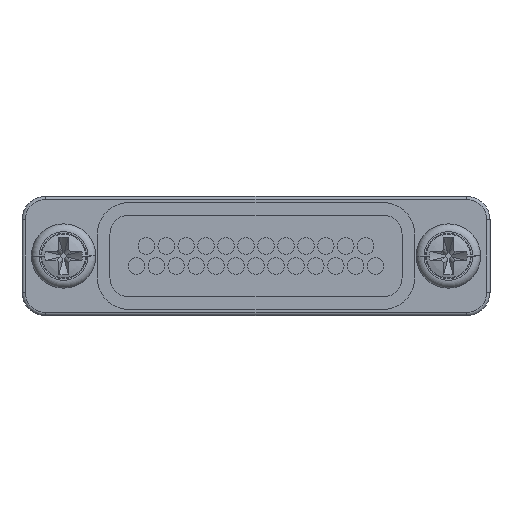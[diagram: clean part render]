
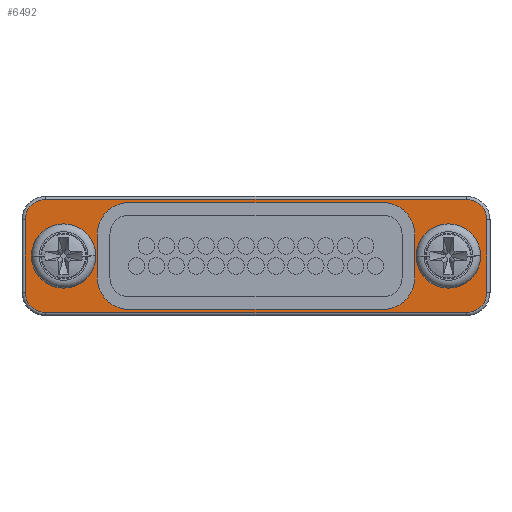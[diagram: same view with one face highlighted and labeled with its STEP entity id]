
A CAD part, front view. The second image highlights one B-rep face of the part: STEP entity #6492.
In plain terms, the highlighted planar face has unit normal (0, -1, 0).
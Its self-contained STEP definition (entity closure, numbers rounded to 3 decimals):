
#73=CARTESIAN_POINT('',(-8.1,3.5,1.4));
#74=DIRECTION('',(0.,1.,0.));
#75=DIRECTION('',(-1.,0.,0.));
#76=AXIS2_PLACEMENT_3D('',#73,#74,#75);
#86=CARTESIAN_POINT('',(-8.1,3.5,-1.4));
#87=DIRECTION('',(0.,1.,0.));
#88=DIRECTION('',(0.,0.,-1.));
#89=AXIS2_PLACEMENT_3D('',#86,#87,#88);
#383=CARTESIAN_POINT('',(8.1,3.5,-1.4));
#384=DIRECTION('',(0.,1.,0.));
#385=DIRECTION('',(1.,0.,0.));
#386=AXIS2_PLACEMENT_3D('',#383,#384,#385);
#436=CARTESIAN_POINT('',(8.1,3.5,1.4));
#437=DIRECTION('',(0.,1.,0.));
#438=DIRECTION('',(0.,0.,1.));
#439=AXIS2_PLACEMENT_3D('',#436,#437,#438);
#1509=DIRECTION('',(0.,0.,1.));
#1510=VECTOR('',#1509,2.8);
#1511=CARTESIAN_POINT('',(-10.1,3.5,-1.4));
#1512=LINE('',#1511,#1510);
#1513=DIRECTION('',(-1.,0.,0.));
#1514=VECTOR('',#1513,16.2);
#1515=CARTESIAN_POINT('',(8.1,3.5,-3.4));
#1516=LINE('',#1515,#1514);
#1517=DIRECTION('',(0.,0.,-1.));
#1518=VECTOR('',#1517,2.8);
#1519=CARTESIAN_POINT('',(10.1,3.5,1.4));
#1520=LINE('',#1519,#1518);
#1521=DIRECTION('',(1.,0.,0.));
#1522=VECTOR('',#1521,16.2);
#1523=CARTESIAN_POINT('',(-8.1,3.5,3.4));
#1524=LINE('',#1523,#1522);
#1525=CARTESIAN_POINT('',(-12.25,3.5,0.));
#1526=DIRECTION('',(0.,1.,0.));
#1527=DIRECTION('',(-1.,0.,0.));
#1528=AXIS2_PLACEMENT_3D('',#1525,#1526,#1527);
#1530=CARTESIAN_POINT('',(-12.25,3.5,0.));
#1531=DIRECTION('',(0.,1.,0.));
#1532=DIRECTION('',(1.,0.,0.));
#1533=AXIS2_PLACEMENT_3D('',#1530,#1531,#1532);
#1535=CARTESIAN_POINT('',(12.25,3.5,0.));
#1536=DIRECTION('',(0.,1.,0.));
#1537=DIRECTION('',(-1.,0.,0.));
#1538=AXIS2_PLACEMENT_3D('',#1535,#1536,#1537);
#1540=CARTESIAN_POINT('',(12.25,3.5,0.));
#1541=DIRECTION('',(0.,1.,0.));
#1542=DIRECTION('',(1.,0.,0.));
#1543=AXIS2_PLACEMENT_3D('',#1540,#1541,#1542);
#1545=CARTESIAN_POINT('',(13.4,3.5,2.3));
#1546=DIRECTION('',(0.,1.,0.));
#1547=DIRECTION('',(0.,0.,1.));
#1548=AXIS2_PLACEMENT_3D('',#1545,#1546,#1547);
#1550=DIRECTION('',(0.,0.,-1.));
#1551=VECTOR('',#1550,4.6);
#1552=CARTESIAN_POINT('',(14.7,3.5,2.3));
#1553=LINE('',#1552,#1551);
#1554=CARTESIAN_POINT('',(13.4,3.5,-2.3));
#1555=DIRECTION('',(0.,1.,0.));
#1556=DIRECTION('',(1.,0.,0.));
#1557=AXIS2_PLACEMENT_3D('',#1554,#1555,#1556);
#1559=DIRECTION('',(-1.,0.,0.));
#1560=VECTOR('',#1559,26.8);
#1561=CARTESIAN_POINT('',(13.4,3.5,-3.6));
#1562=LINE('',#1561,#1560);
#1563=CARTESIAN_POINT('',(-13.4,3.5,-2.3));
#1564=DIRECTION('',(0.,1.,0.));
#1565=DIRECTION('',(0.,0.,-1.));
#1566=AXIS2_PLACEMENT_3D('',#1563,#1564,#1565);
#1568=DIRECTION('',(0.,0.,1.));
#1569=VECTOR('',#1568,4.6);
#1570=CARTESIAN_POINT('',(-14.7,3.5,-2.3));
#1571=LINE('',#1570,#1569);
#1572=CARTESIAN_POINT('',(-13.4,3.5,2.3));
#1573=DIRECTION('',(0.,1.,0.));
#1574=DIRECTION('',(-1.,0.,0.));
#1575=AXIS2_PLACEMENT_3D('',#1572,#1573,#1574);
#1577=DIRECTION('',(1.,0.,0.));
#1578=VECTOR('',#1577,26.8);
#1579=CARTESIAN_POINT('',(-13.4,3.5,3.6));
#1580=LINE('',#1579,#1578);
#3493=CARTESIAN_POINT('',(-10.1,3.5,1.4));
#3494=VERTEX_POINT('',#3493);
#3495=CARTESIAN_POINT('',(-8.1,3.5,3.4));
#3496=VERTEX_POINT('',#3495);
#3501=CARTESIAN_POINT('',(-8.1,3.5,-3.4));
#3502=VERTEX_POINT('',#3501);
#3503=CARTESIAN_POINT('',(-10.1,3.5,-1.4));
#3504=VERTEX_POINT('',#3503);
#3509=CARTESIAN_POINT('',(10.1,3.5,1.4));
#3510=VERTEX_POINT('',#3509);
#3515=CARTESIAN_POINT('',(10.1,3.5,-1.4));
#3516=VERTEX_POINT('',#3515);
#3517=CARTESIAN_POINT('',(8.1,3.5,-3.4));
#3518=VERTEX_POINT('',#3517);
#3519=CARTESIAN_POINT('',(8.1,3.5,3.4));
#3520=VERTEX_POINT('',#3519);
#3529=CARTESIAN_POINT('',(-13.875,3.5,0.));
#3530=CARTESIAN_POINT('',(-10.625,3.5,0.));
#3531=VERTEX_POINT('',#3529);
#3532=VERTEX_POINT('',#3530);
#3533=CARTESIAN_POINT('',(10.625,3.5,0.));
#3534=CARTESIAN_POINT('',(13.875,3.5,0.));
#3535=VERTEX_POINT('',#3533);
#3536=VERTEX_POINT('',#3534);
#3753=CARTESIAN_POINT('',(13.4,3.5,3.6));
#3754=CARTESIAN_POINT('',(14.7,3.5,2.3));
#3755=VERTEX_POINT('',#3753);
#3756=VERTEX_POINT('',#3754);
#3759=CARTESIAN_POINT('',(14.7,3.5,-2.3));
#3760=VERTEX_POINT('',#3759);
#3763=CARTESIAN_POINT('',(13.4,3.5,-3.6));
#3764=VERTEX_POINT('',#3763);
#3767=CARTESIAN_POINT('',(-13.4,3.5,-3.6));
#3768=VERTEX_POINT('',#3767);
#3771=CARTESIAN_POINT('',(-14.7,3.5,-2.3));
#3772=VERTEX_POINT('',#3771);
#3775=CARTESIAN_POINT('',(-14.7,3.5,2.3));
#3776=VERTEX_POINT('',#3775);
#3779=CARTESIAN_POINT('',(-13.4,3.5,3.6));
#3780=VERTEX_POINT('',#3779);
#6447=CARTESIAN_POINT('',(0.,3.5,0.));
#6448=DIRECTION('',(0.,-1.,0.));
#6449=DIRECTION('',(1.,0.,0.));
#6450=AXIS2_PLACEMENT_3D('',#6447,#6448,#6449);
#6451=PLANE('',#6450);
#6453=ORIENTED_EDGE('',*,*,#6452,.T.);
#6455=ORIENTED_EDGE('',*,*,#6454,.T.);
#6457=ORIENTED_EDGE('',*,*,#6456,.T.);
#6459=ORIENTED_EDGE('',*,*,#6458,.T.);
#6461=ORIENTED_EDGE('',*,*,#6460,.T.);
#6463=ORIENTED_EDGE('',*,*,#6462,.T.);
#6465=ORIENTED_EDGE('',*,*,#6464,.T.);
#6467=ORIENTED_EDGE('',*,*,#6466,.T.);
#6468=EDGE_LOOP('',(#6453,#6455,#6457,#6459,#6461,#6463,#6465,#6467));
#6469=FACE_OUTER_BOUND('',#6468,.F.);
#6471=ORIENTED_EDGE('',*,*,#6470,.F.);
#6473=ORIENTED_EDGE('',*,*,#6472,.F.);
#6474=EDGE_LOOP('',(#6471,#6473));
#6475=FACE_BOUND('',#6474,.F.);
#6477=ORIENTED_EDGE('',*,*,#6476,.F.);
#6479=ORIENTED_EDGE('',*,*,#6478,.F.);
#6480=EDGE_LOOP('',(#6477,#6479));
#6481=FACE_BOUND('',#6480,.F.);
#6482=ORIENTED_EDGE('',*,*,#4624,.F.);
#6483=ORIENTED_EDGE('',*,*,#4637,.F.);
#6484=ORIENTED_EDGE('',*,*,#4652,.F.);
#6485=ORIENTED_EDGE('',*,*,#4813,.F.);
#6486=ORIENTED_EDGE('',*,*,#4826,.F.);
#6487=ORIENTED_EDGE('',*,*,#4858,.F.);
#6488=ORIENTED_EDGE('',*,*,#4941,.F.);
#6489=ORIENTED_EDGE('',*,*,#4608,.F.);
#6490=EDGE_LOOP('',(#6482,#6483,#6484,#6485,#6486,#6487,#6488,#6489));
#6491=FACE_BOUND('',#6490,.F.);
#77=CIRCLE('',#76,2.);
#90=CIRCLE('',#89,2.);
#387=CIRCLE('',#386,2.);
#440=CIRCLE('',#439,2.);
#1529=CIRCLE('',#1528,1.625);
#1534=CIRCLE('',#1533,1.625);
#1539=CIRCLE('',#1538,1.625);
#1544=CIRCLE('',#1543,1.625);
#1549=CIRCLE('',#1548,1.3);
#1558=CIRCLE('',#1557,1.3);
#1567=CIRCLE('',#1566,1.3);
#1576=CIRCLE('',#1575,1.3);
#4608=EDGE_CURVE('',#3494,#3496,#77,.T.);
#4624=EDGE_CURVE('',#3504,#3494,#1512,.T.);
#4637=EDGE_CURVE('',#3502,#3504,#90,.T.);
#4652=EDGE_CURVE('',#3518,#3502,#1516,.T.);
#4813=EDGE_CURVE('',#3516,#3518,#387,.T.);
#4826=EDGE_CURVE('',#3510,#3516,#1520,.T.);
#4858=EDGE_CURVE('',#3520,#3510,#440,.T.);
#4941=EDGE_CURVE('',#3496,#3520,#1524,.T.);
#6452=EDGE_CURVE('',#3755,#3756,#1549,.T.);
#6454=EDGE_CURVE('',#3756,#3760,#1553,.T.);
#6456=EDGE_CURVE('',#3760,#3764,#1558,.T.);
#6458=EDGE_CURVE('',#3764,#3768,#1562,.T.);
#6460=EDGE_CURVE('',#3768,#3772,#1567,.T.);
#6462=EDGE_CURVE('',#3772,#3776,#1571,.T.);
#6464=EDGE_CURVE('',#3776,#3780,#1576,.T.);
#6466=EDGE_CURVE('',#3780,#3755,#1580,.T.);
#6470=EDGE_CURVE('',#3531,#3532,#1529,.T.);
#6472=EDGE_CURVE('',#3532,#3531,#1534,.T.);
#6476=EDGE_CURVE('',#3535,#3536,#1539,.T.);
#6478=EDGE_CURVE('',#3536,#3535,#1544,.T.);
#6492=ADVANCED_FACE('',(#6469,#6475,#6481,#6491),#6451,.T.);
